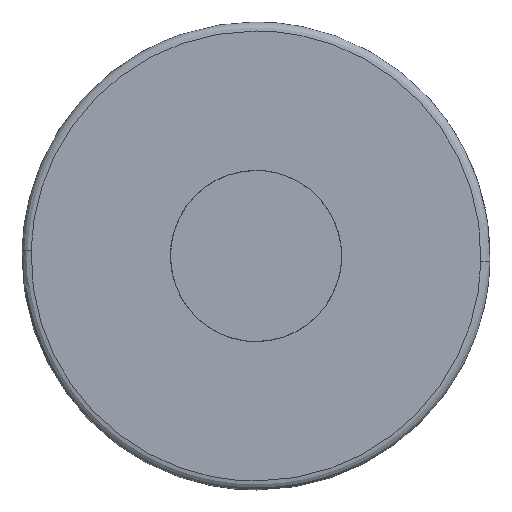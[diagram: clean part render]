
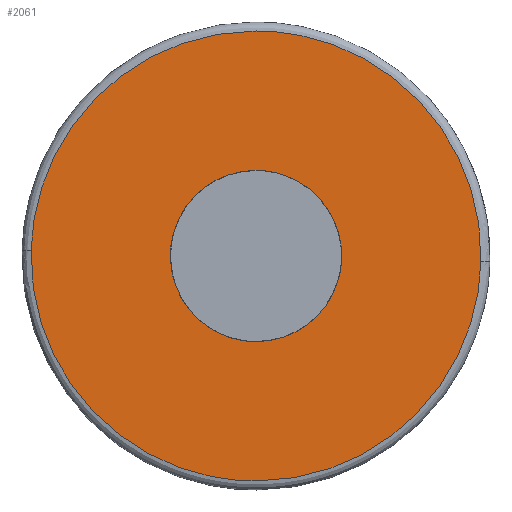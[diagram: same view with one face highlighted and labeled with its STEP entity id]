
A CAD part, front view. The second image highlights one B-rep face of the part: STEP entity #2061.
In plain terms, the highlighted free-form (B-spline) face has degree [1, 1] with [2, 2] control points.
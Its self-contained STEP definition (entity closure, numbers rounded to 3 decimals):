
#971=CARTESIAN_POINT('',(-4.727,0.,0.562));
#972=VERTEX_POINT('',#971);
#978=CARTESIAN_POINT('',(0.0,0.0,-4.76));
#979=VERTEX_POINT('',#978);
#980=CARTESIAN_POINT('',(-4.727,0.,0.562));
#981=CARTESIAN_POINT('',(-4.76,0.0,0.282));
#982=CARTESIAN_POINT('',(-4.76,0.0,0.0));
#983=CARTESIAN_POINT('',(-4.76,0.0,-4.76));
#984=CARTESIAN_POINT('',(0.0,0.0,-4.76));
#992=(BOUNDED_CURVE()B_SPLINE_CURVE(2,(#980,#981,#982,#983,#984),.UNSPECIFIED.,.F.,.U.)B_SPLINE_CURVE_WITH_KNOTS((3,2,3),(0.23,0.25,0.5),.UNSPECIFIED.)CURVE()GEOMETRIC_REPRESENTATION_ITEM()RATIONAL_B_SPLINE_CURVE((0.956,0.976,1.0,0.707,1.0))REPRESENTATION_ITEM(''));
#993=EDGE_CURVE('',#972,#979,#992,.T.);
#995=CARTESIAN_POINT('',(4.751,0.,-0.291));
#996=VERTEX_POINT('',#995);
#997=CARTESIAN_POINT('',(0.0,0.0,-4.76));
#998=CARTESIAN_POINT('',(4.478,0.0,-4.76));
#999=CARTESIAN_POINT('',(4.751,0.,-0.291));
#1007=(BOUNDED_CURVE()B_SPLINE_CURVE(2,(#997,#998,#999),.UNSPECIFIED.,.F.,.U.)B_SPLINE_CURVE_WITH_KNOTS((3,3),(0.5,0.739),.UNSPECIFIED.)CURVE()GEOMETRIC_REPRESENTATION_ITEM()RATIONAL_B_SPLINE_CURVE((1.0,0.72,0.976))REPRESENTATION_ITEM(''));
#1008=EDGE_CURVE('',#979,#996,#1007,.T.);
#1082=CARTESIAN_POINT('',(0.0,0.0,4.76));
#1083=VERTEX_POINT('',#1082);
#1084=CARTESIAN_POINT('',(4.751,0.,-0.291));
#1085=CARTESIAN_POINT('',(4.76,0.0,-0.145));
#1086=CARTESIAN_POINT('',(4.76,0.0,0.0));
#1087=CARTESIAN_POINT('',(4.76,0.0,4.76));
#1088=CARTESIAN_POINT('',(0.0,0.0,4.76));
#1096=(BOUNDED_CURVE()B_SPLINE_CURVE(2,(#1084,#1085,#1086,#1087,#1088),.UNSPECIFIED.,.F.,.U.)B_SPLINE_CURVE_WITH_KNOTS((3,2,3),(0.739,0.75,1.0),.UNSPECIFIED.)CURVE()GEOMETRIC_REPRESENTATION_ITEM()RATIONAL_B_SPLINE_CURVE((0.976,0.988,1.0,0.707,1.0))REPRESENTATION_ITEM(''));
#1097=EDGE_CURVE('',#996,#1083,#1096,.T.);
#1099=CARTESIAN_POINT('',(0.0,0.0,4.76));
#1100=CARTESIAN_POINT('',(-4.228,0.0,4.76));
#1101=CARTESIAN_POINT('',(-4.727,0.,0.562));
#1109=(BOUNDED_CURVE()B_SPLINE_CURVE(2,(#1099,#1100,#1101),.UNSPECIFIED.,.F.,.U.)B_SPLINE_CURVE_WITH_KNOTS((3,3),(0.0,0.23),.UNSPECIFIED.)CURVE()GEOMETRIC_REPRESENTATION_ITEM()RATIONAL_B_SPLINE_CURVE((1.0,0.731,0.956))REPRESENTATION_ITEM(''));
#1110=EDGE_CURVE('',#1083,#972,#1109,.T.);
#1573=CARTESIAN_POINT('',(-12.496,0.,0.314));
#1574=VERTEX_POINT('',#1573);
#1575=CARTESIAN_POINT('',(0.0,0.,-12.5));
#1576=VERTEX_POINT('',#1575);
#1577=CARTESIAN_POINT('',(-12.496,0.,0.314));
#1578=CARTESIAN_POINT('',(-12.5,0.,0.157));
#1579=CARTESIAN_POINT('',(-12.5,0.,0.));
#1580=CARTESIAN_POINT('',(-12.5,0.,-12.5));
#1581=CARTESIAN_POINT('',(0.0,0.,-12.5));
#1589=(BOUNDED_CURVE()B_SPLINE_CURVE(2,(#1577,#1578,#1579,#1580,#1581),.UNSPECIFIED.,.F.,.U.)B_SPLINE_CURVE_WITH_KNOTS((3,2,3),(0.746,0.75,1.0),.UNSPECIFIED.)CURVE()GEOMETRIC_REPRESENTATION_ITEM()RATIONAL_B_SPLINE_CURVE((0.99,0.995,1.0,0.707,1.0))REPRESENTATION_ITEM(''));
#1590=EDGE_CURVE('',#1574,#1576,#1589,.T.);
#1607=CARTESIAN_POINT('',(12.496,0.,-0.314));
#1608=VERTEX_POINT('',#1607);
#1622=CARTESIAN_POINT('',(0.0,0.,-12.5));
#1623=CARTESIAN_POINT('',(12.19,0.,-12.5));
#1624=CARTESIAN_POINT('',(12.496,0.,-0.314));
#1632=(BOUNDED_CURVE()B_SPLINE_CURVE(2,(#1622,#1623,#1624),.UNSPECIFIED.,.F.,.U.)B_SPLINE_CURVE_WITH_KNOTS((3,3),(0.0,0.246),.UNSPECIFIED.)CURVE()GEOMETRIC_REPRESENTATION_ITEM()RATIONAL_B_SPLINE_CURVE((1.0,0.712,0.99))REPRESENTATION_ITEM(''));
#1633=EDGE_CURVE('',#1576,#1608,#1632,.T.);
#1661=CARTESIAN_POINT('',(0.0,0.,12.5));
#1662=VERTEX_POINT('',#1661);
#1663=CARTESIAN_POINT('',(0.0,0.,12.5));
#1664=CARTESIAN_POINT('',(-12.19,0.,12.5));
#1665=CARTESIAN_POINT('',(-12.496,0.,0.314));
#1673=(BOUNDED_CURVE()B_SPLINE_CURVE(2,(#1663,#1664,#1665),.UNSPECIFIED.,.F.,.U.)B_SPLINE_CURVE_WITH_KNOTS((3,3),(0.5,0.746),.UNSPECIFIED.)CURVE()GEOMETRIC_REPRESENTATION_ITEM()RATIONAL_B_SPLINE_CURVE((1.0,0.712,0.99))REPRESENTATION_ITEM(''));
#1674=EDGE_CURVE('',#1662,#1574,#1673,.T.);
#1676=CARTESIAN_POINT('',(12.496,0.,-0.314));
#1677=CARTESIAN_POINT('',(12.5,0.,-0.157));
#1678=CARTESIAN_POINT('',(12.5,0.,0.));
#1679=CARTESIAN_POINT('',(12.5,0.,12.5));
#1680=CARTESIAN_POINT('',(0.0,0.,12.5));
#1688=(BOUNDED_CURVE()B_SPLINE_CURVE(2,(#1676,#1677,#1678,#1679,#1680),.UNSPECIFIED.,.F.,.U.)B_SPLINE_CURVE_WITH_KNOTS((3,2,3),(0.246,0.25,0.5),.UNSPECIFIED.)CURVE()GEOMETRIC_REPRESENTATION_ITEM()RATIONAL_B_SPLINE_CURVE((0.99,0.995,1.0,0.707,1.0))REPRESENTATION_ITEM(''));
#1689=EDGE_CURVE('',#1608,#1662,#1688,.T.);
#2044=CARTESIAN_POINT('',(-13.744,0.,-13.749));
#2045=CARTESIAN_POINT('',(-13.744,0.,13.749));
#2046=CARTESIAN_POINT('',(13.744,0.,-13.749));
#2047=CARTESIAN_POINT('',(13.744,0.,13.749));
#2048=B_SPLINE_SURFACE_WITH_KNOTS('',1,1,((#2044,#2046),(#2045,#2047)),.UNSPECIFIED.,.F.,.F.,.U.,(2,2),(2,2),(0.0,27.498),(0.0,27.489),.UNSPECIFIED.);
#2049=ORIENTED_EDGE('',*,*,#1633,.T.);
#2050=ORIENTED_EDGE('',*,*,#1689,.T.);
#2051=ORIENTED_EDGE('',*,*,#1674,.T.);
#2052=ORIENTED_EDGE('',*,*,#1590,.T.);
#2053=EDGE_LOOP('',(#2049,#2050,#2051,#2052));
#2054=FACE_OUTER_BOUND('',#2053,.T.);
#2055=ORIENTED_EDGE('',*,*,#1008,.F.);
#2056=ORIENTED_EDGE('',*,*,#993,.F.);
#2057=ORIENTED_EDGE('',*,*,#1110,.F.);
#2058=ORIENTED_EDGE('',*,*,#1097,.F.);
#2059=EDGE_LOOP('',(#2055,#2056,#2057,#2058));
#2060=FACE_BOUND('',#2059,.T.);
#2061=ADVANCED_FACE('',(#2054,#2060),#2048,.F.);
